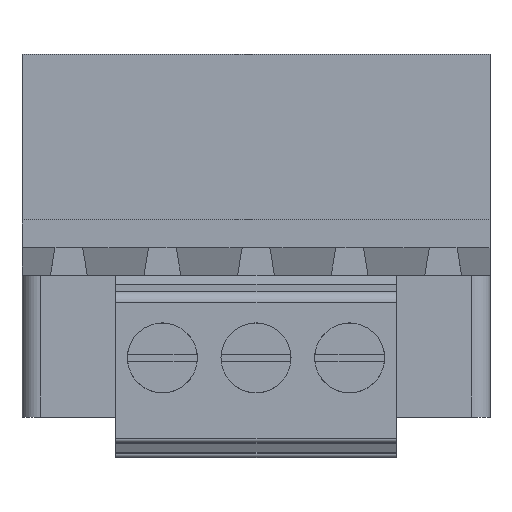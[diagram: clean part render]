
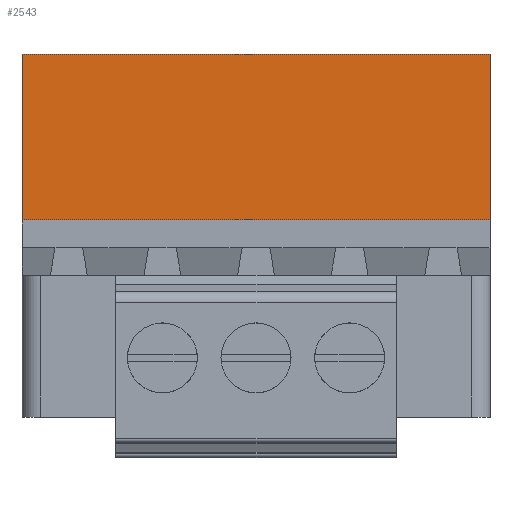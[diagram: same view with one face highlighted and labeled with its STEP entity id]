
A CAD part, top view. The second image highlights one B-rep face of the part: STEP entity #2543.
In plain terms, the highlighted planar face has unit normal (0, 0, 1).
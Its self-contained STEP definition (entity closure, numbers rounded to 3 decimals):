
#1157 = VERTEX_POINT('',#1158);
#1158 = CARTESIAN_POINT('',(-7.62,2.,7.6));
#1166 = EDGE_CURVE('',#1167,#1157,#1169,.T.);
#1167 = VERTEX_POINT('',#1168);
#1168 = CARTESIAN_POINT('',(-7.62,-7.,7.6));
#1169 = LINE('',#1170,#1171);
#1170 = CARTESIAN_POINT('',(-7.62,-7.,7.6));
#1171 = VECTOR('',#1172,1.);
#1172 = DIRECTION('',(0.,1.,0.));
#1732 = VERTEX_POINT('',#1733);
#1733 = CARTESIAN_POINT('',(17.78,2.,7.6));
#1741 = EDGE_CURVE('',#1742,#1732,#1744,.T.);
#1742 = VERTEX_POINT('',#1743);
#1743 = CARTESIAN_POINT('',(17.78,-7.,7.6));
#1744 = LINE('',#1745,#1746);
#1745 = CARTESIAN_POINT('',(17.78,-7.,7.6));
#1746 = VECTOR('',#1747,1.);
#1747 = DIRECTION('',(0.,1.,0.));
#2525 = EDGE_CURVE('',#1157,#1732,#2526,.T.);
#2526 = LINE('',#2527,#2528);
#2527 = CARTESIAN_POINT('',(-7.62,2.,7.6));
#2528 = VECTOR('',#2529,1.);
#2529 = DIRECTION('',(1.,0.,0.));
#2543 = ADVANCED_FACE('',(#2544),#2555,.T.);
#2544 = FACE_BOUND('',#2545,.T.);
#2545 = EDGE_LOOP('',(#2546,#2552,#2553,#2554));
#2546 = ORIENTED_EDGE('',*,*,#2547,.T.);
#2547 = EDGE_CURVE('',#1167,#1742,#2548,.T.);
#2548 = LINE('',#2549,#2550);
#2549 = CARTESIAN_POINT('',(-7.62,-7.,7.6));
#2550 = VECTOR('',#2551,1.);
#2551 = DIRECTION('',(1.,0.,0.));
#2552 = ORIENTED_EDGE('',*,*,#1741,.T.);
#2553 = ORIENTED_EDGE('',*,*,#2525,.F.);
#2554 = ORIENTED_EDGE('',*,*,#1166,.F.);
#2555 = PLANE('',#2556);
#2556 = AXIS2_PLACEMENT_3D('',#2557,#2558,#2559);
#2557 = CARTESIAN_POINT('',(-7.62,-7.,7.6));
#2558 = DIRECTION('',(0.,0.,1.));
#2559 = DIRECTION('',(0.,1.,0.));
